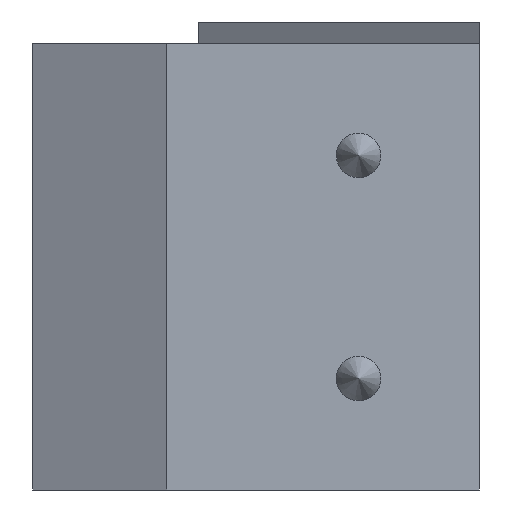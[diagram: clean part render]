
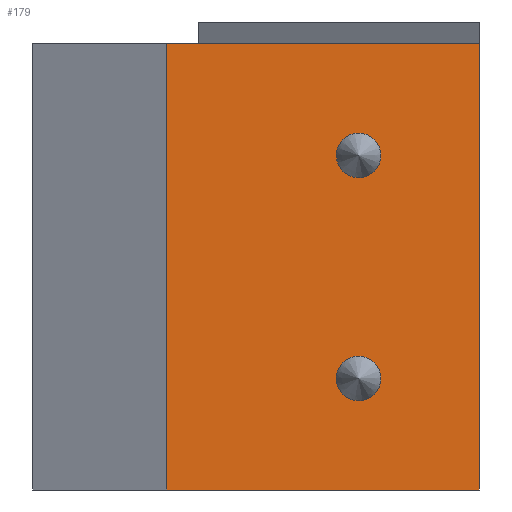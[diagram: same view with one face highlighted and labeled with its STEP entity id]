
A CAD part, left-side view. The second image highlights one B-rep face of the part: STEP entity #179.
In plain terms, the highlighted planar face has unit normal (-1, 0, 0).
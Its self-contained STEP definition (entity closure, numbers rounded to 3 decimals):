
#179 = ADVANCED_FACE( '', ( #369, #370, #371 ), #372, .F. );
#369 = FACE_BOUND( '', #553, .T. );
#370 = FACE_BOUND( '', #554, .T. );
#371 = FACE_OUTER_BOUND( '', #555, .T. );
#372 = PLANE( '', #556 );
#553 = EDGE_LOOP( '', ( #988 ) );
#554 = EDGE_LOOP( '', ( #989 ) );
#555 = EDGE_LOOP( '', ( #990, #991, #992, #993 ) );
#556 = AXIS2_PLACEMENT_3D( '', #994, #995, #996 );
#988 = ORIENTED_EDGE( '', *, *, #1081, .T. );
#989 = ORIENTED_EDGE( '', *, *, #1089, .T. );
#990 = ORIENTED_EDGE( '', *, *, #1156, .T. );
#991 = ORIENTED_EDGE( '', *, *, #1118, .F. );
#992 = ORIENTED_EDGE( '', *, *, #1139, .F. );
#993 = ORIENTED_EDGE( '', *, *, #1101, .T. );
#994 = CARTESIAN_POINT( '', ( -67.255, -30., -109.271 ) );
#995 = DIRECTION( '', ( 1., 0., 0. ) );
#996 = DIRECTION( '', ( 0., 0., -1. ) );
#1081 = EDGE_CURVE( '', #1295, #1295, #1296, .T. );
#1089 = EDGE_CURVE( '', #1309, #1309, #1310, .T. );
#1101 = EDGE_CURVE( '', #1329, #1327, #1330, .T. );
#1118 = EDGE_CURVE( '', #1353, #1354, #1355, .T. );
#1139 = EDGE_CURVE( '', #1329, #1353, #1382, .T. );
#1156 = EDGE_CURVE( '', #1327, #1354, #1403, .T. );
#1295 = VERTEX_POINT( '', #1584 );
#1296 = CIRCLE( '', #1585, 0.5 );
#1309 = VERTEX_POINT( '', #1602 );
#1310 = CIRCLE( '', #1603, 0.5 );
#1327 = VERTEX_POINT( '', #1627 );
#1329 = VERTEX_POINT( '', #1630 );
#1330 = LINE( '', #1631, #1632 );
#1353 = VERTEX_POINT( '', #1663 );
#1354 = VERTEX_POINT( '', #1664 );
#1355 = LINE( '', #1665, #1666 );
#1382 = LINE( '', #1705, #1706 );
#1403 = LINE( '', #1737, #1738 );
#1584 = CARTESIAN_POINT( '', ( -67.255, -30.986, -102.271 ) );
#1585 = AXIS2_PLACEMENT_3D( '', #1853, #1854, #1855 );
#1602 = CARTESIAN_POINT( '', ( -67.255, -30.986, -107.271 ) );
#1603 = AXIS2_PLACEMENT_3D( '', #1863, #1864, #1865 );
#1627 = CARTESIAN_POINT( '', ( -67.255, -33.686, -99.271 ) );
#1630 = CARTESIAN_POINT( '', ( -67.255, -33.686, -109.271 ) );
#1631 = CARTESIAN_POINT( '', ( -67.255, -33.686, -109.271 ) );
#1632 = VECTOR( '', #1874, 1000. );
#1663 = CARTESIAN_POINT( '', ( -67.255, -26.686, -109.271 ) );
#1664 = CARTESIAN_POINT( '', ( -67.255, -26.686, -99.271 ) );
#1665 = CARTESIAN_POINT( '', ( -67.255, -26.686, -109.271 ) );
#1666 = VECTOR( '', #1889, 1000. );
#1705 = CARTESIAN_POINT( '', ( -67.255, -31., -109.271 ) );
#1706 = VECTOR( '', #1905, 1000. );
#1737 = CARTESIAN_POINT( '', ( -67.255, -30., -99.271 ) );
#1738 = VECTOR( '', #1916, 1000. );
#1853 = CARTESIAN_POINT( '', ( -67.255, -30.986, -101.771 ) );
#1854 = DIRECTION( '', ( 1., 0., 0. ) );
#1855 = DIRECTION( '', ( 0., 0., -1. ) );
#1863 = CARTESIAN_POINT( '', ( -67.255, -30.986, -106.771 ) );
#1864 = DIRECTION( '', ( 1., 0., 0. ) );
#1865 = DIRECTION( '', ( 0., 0., -1. ) );
#1874 = DIRECTION( '', ( 0., 0., 1. ) );
#1889 = DIRECTION( '', ( 0., 0., 1. ) );
#1905 = DIRECTION( '', ( 0., 1., 0. ) );
#1916 = DIRECTION( '', ( 0., 1., 0. ) );
